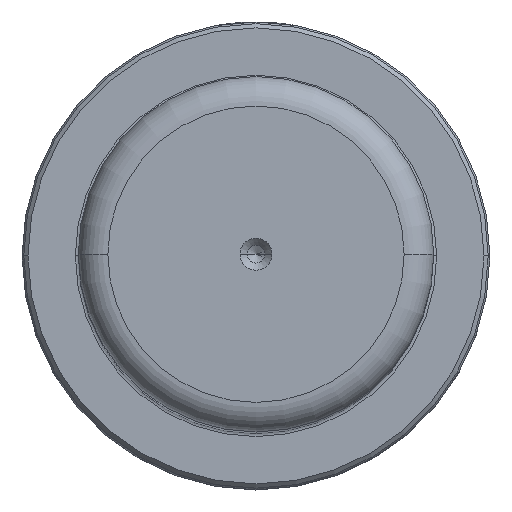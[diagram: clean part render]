
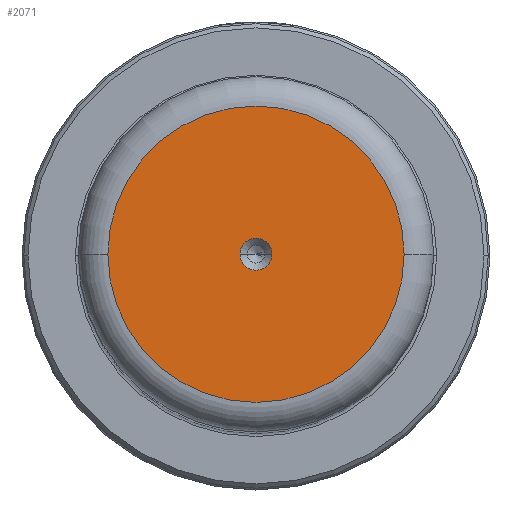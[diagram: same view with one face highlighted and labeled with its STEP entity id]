
A CAD part, top view. The second image highlights one B-rep face of the part: STEP entity #2071.
In plain terms, the highlighted planar face has unit normal (0, 0, 1).
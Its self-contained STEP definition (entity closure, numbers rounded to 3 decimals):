
#23 = ORIENTED_EDGE ( 'NONE', *, *, #1363, .T. ) ;
#266 = FACE_OUTER_BOUND ( 'NONE', #2948, .T. ) ;
#602 = DIRECTION ( 'NONE',  ( 0., 0., 1. ) ) ;
#606 = EDGE_CURVE ( 'NONE', #980, #1302, #2841, .T. ) ;
#717 = ORIENTED_EDGE ( 'NONE', *, *, #606, .T. ) ;
#723 = EDGE_CURVE ( 'NONE', #1920, #2786, #1741, .T. ) ;
#742 = AXIS2_PLACEMENT_3D ( 'NONE', #1711, #2822, #2002 ) ;
#853 = DIRECTION ( 'NONE',  ( 0., 0., 1. ) ) ;
#870 = CARTESIAN_POINT ( 'NONE',  ( -25.017, 0., 222. ) ) ;
#897 = CARTESIAN_POINT ( 'NONE',  ( 0., 0., 222. ) ) ;
#962 = CIRCLE ( 'NONE', #3487, 25.017 ) ;
#980 = VERTEX_POINT ( 'NONE', #2659 ) ;
#1099 = CARTESIAN_POINT ( 'NONE',  ( 0., 0., 222. ) ) ;
#1166 = AXIS2_PLACEMENT_3D ( 'NONE', #1099, #3594, #2765 ) ;
#1302 = VERTEX_POINT ( 'NONE', #870 ) ;
#1363 = EDGE_CURVE ( 'NONE', #1302, #980, #962, .T. ) ;
#1445 = DIRECTION ( 'NONE',  ( 1., 0., 0. ) ) ;
#1513 = AXIS2_PLACEMENT_3D ( 'NONE', #1838, #1559, #2970 ) ;
#1559 = DIRECTION ( 'NONE',  ( 0., 0., 1. ) ) ;
#1691 = FACE_BOUND ( 'NONE', #3580, .T. ) ;
#1711 = CARTESIAN_POINT ( 'NONE',  ( 0., 0., 222. ) ) ;
#1741 = CIRCLE ( 'NONE', #3489, 2.7 ) ;
#1751 = CARTESIAN_POINT ( 'NONE',  ( 0., 0., 222. ) ) ;
#1838 = CARTESIAN_POINT ( 'NONE',  ( 0., 0., 222. ) ) ;
#1920 = VERTEX_POINT ( 'NONE', #2527 ) ;
#1984 = PLANE ( 'NONE',  #742 ) ;
#2002 = DIRECTION ( 'NONE',  ( 1., 0., 0. ) ) ;
#2071 = ADVANCED_FACE ( 'NONE', ( #1691, #266 ), #1984, .T. ) ;
#2322 = DIRECTION ( 'NONE',  ( 1., 0., 0. ) ) ;
#2387 = ORIENTED_EDGE ( 'NONE', *, *, #723, .F. ) ;
#2472 = EDGE_CURVE ( 'NONE', #2786, #1920, #3091, .T. ) ;
#2527 = CARTESIAN_POINT ( 'NONE',  ( 2.7, 0., 222. ) ) ;
#2659 = CARTESIAN_POINT ( 'NONE',  ( 25.017, 0., 222. ) ) ;
#2765 = DIRECTION ( 'NONE',  ( 1., 0., 0. ) ) ;
#2786 = VERTEX_POINT ( 'NONE', #2949 ) ;
#2822 = DIRECTION ( 'NONE',  ( 0., 0., 1. ) ) ;
#2841 = CIRCLE ( 'NONE', #1166, 25.017 ) ;
#2946 = ORIENTED_EDGE ( 'NONE', *, *, #2472, .F. ) ;
#2948 = EDGE_LOOP ( 'NONE', ( #717, #23 ) ) ;
#2949 = CARTESIAN_POINT ( 'NONE',  ( -2.7, 0., 222. ) ) ;
#2970 = DIRECTION ( 'NONE',  ( 1., 0., 0. ) ) ;
#3091 = CIRCLE ( 'NONE', #1513, 2.7 ) ;
#3487 = AXIS2_PLACEMENT_3D ( 'NONE', #1751, #853, #2322 ) ;
#3489 = AXIS2_PLACEMENT_3D ( 'NONE', #897, #602, #1445 ) ;
#3580 = EDGE_LOOP ( 'NONE', ( #2387, #2946 ) ) ;
#3594 = DIRECTION ( 'NONE',  ( 0., 0., 1. ) ) ;
